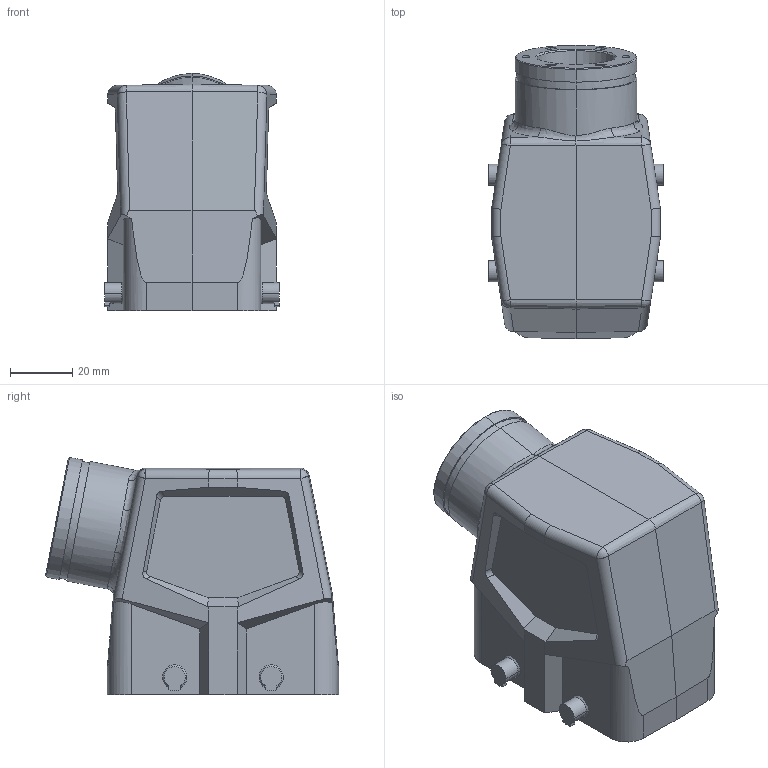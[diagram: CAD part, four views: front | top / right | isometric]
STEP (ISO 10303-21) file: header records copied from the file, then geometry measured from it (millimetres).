
FILE_DESCRIPTION(('CATIA V5 STEP Exchange','CAx-IF Rec.Pracs.--- Model Styling and Organization---1.5--- 2016-08-15','CAx-IF Rec.Pracs.---Supplemental Geometry---1.0---2011-11-01','CAx-IF Rec.Pracs.--- Composite Materials ---1.1---2010-07-15'),'2;1');
FILE_NAME ('2194808-5_0', '2025-09-01T12:09:38+00:00', ('none'), ('Weidmueller'), 'CATIA Version 5-6 Release 2024 SP4', 'CATIA V5 STEP AP214 v3', 'none');
FILE_SCHEMA(('AUTOMOTIVE_DESIGN { 1 0 10303 214 1 1 1 1 }'));
Length unit declared in the file: millimetre
Products named in the file (1): 3164360000
Bounding box: 56 x 93.83 x 75.92 mm (x, y, z)
Volume: 95296.9 mm3; surface area: 42020.7 mm2
Topology: 1 solids, 1 shells, 391 faces, 2016 edges, 1619 vertices
Faces by surface type: cylinder 151, plane 125, bspline 55, cone 43, sphere 10, torus 7
Entity records: 31301 total; most frequent: CARTESIAN_POINT 17994, ORIENTED_EDGE 4006, EDGE_CURVE 2003, VERTEX_POINT 1619, B_SPLINE_CURVE_WITH_KNOTS 1271, DIRECTION 1169, VECTOR 490, LINE 490
